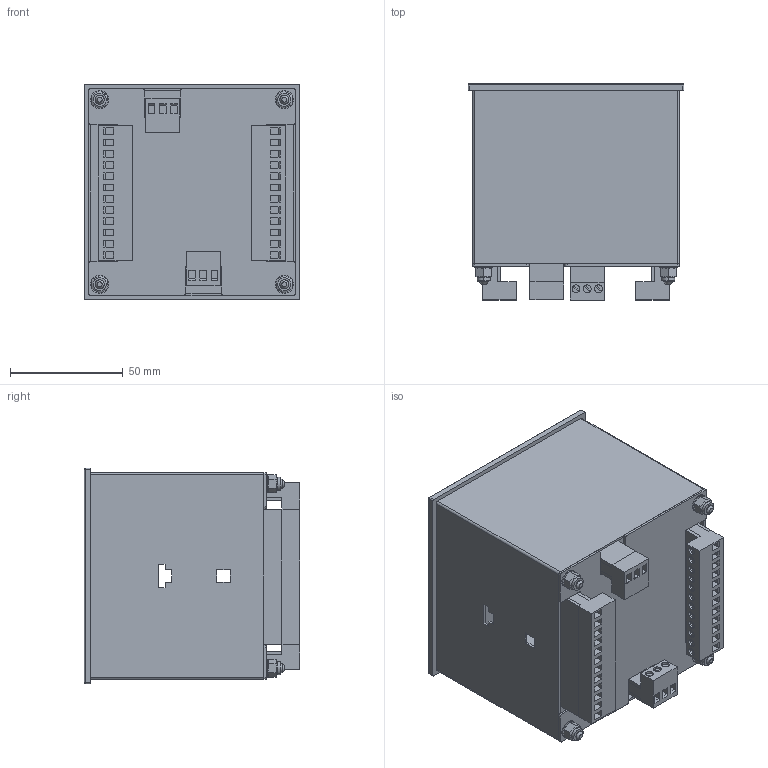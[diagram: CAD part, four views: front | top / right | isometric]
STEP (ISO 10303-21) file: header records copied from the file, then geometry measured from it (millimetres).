
FILE_DESCRIPTION(('TFLEX Exchange Step'),'2;1');
FILE_NAME('3D-модель прибора 11M3T1.stp', '2020-10-19T15:25:21+05:00',('Алексей'),('Unknown organisation'),'TFLEX Exchange 2019.1','T-FLEX CAD','Unknown authorisation');
FILE_SCHEMA( ('AUTOMOTIVE_DESIGN { 1 0 10303 214 1 1 1 1 }') );
Length unit declared in the file: millimetre
Products named in the file (10): Клемма 2:3; Клемма 2; Клемма 2:12; <Гайки стопорные>Гайка ГОСТ Р 50273-92; <Шайбы>Шайба ГОСТ 10450-78; <Шпильки>Шпилька ГОСТ 22038-76; Этикетка; Корпус; _11M3T1
Assembly tree (33 placements, depth 3):
  _11M3T1
    Клемма 2  x2
      Клемма 2:3
    Клемма 2  x2
      Клемма 2:12
    <Гайки стопорные>Гайка ГОСТ Р 50273-92  x4
    <Шайбы>Шайба ГОСТ 10450-78  x4
    <Шпильки>Шпилька ГОСТ 22038-76  x4
    Этикетка
    Корпус
Bounding box: 96 x 96 x 96 mm (x, y, z)
Volume: 100295.3 mm3; surface area: 157269.8 mm2
Topology: 315 solids, 315 shells, 4871 faces, 12592 edges, 8376 vertices
Faces by surface type: plane 3094, bspline 1505, cylinder 240, cone 28, sphere 4
Full cylindrical faces by diameter (mm): 3.242 x4
Entity records: 138306 total; most frequent: CARTESIAN_POINT 41579, ORIENTED_EDGE 22438, DIRECTION 14254, EDGE_CURVE 11219, VECTOR 7838, LINE 7838, VERTEX_POINT 7473, EDGE_LOOP 4660
